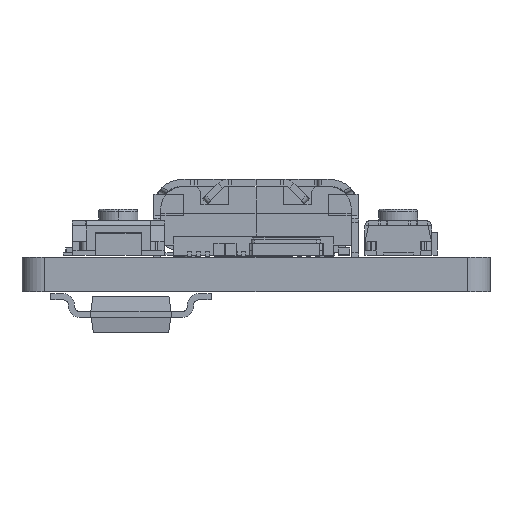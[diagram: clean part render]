
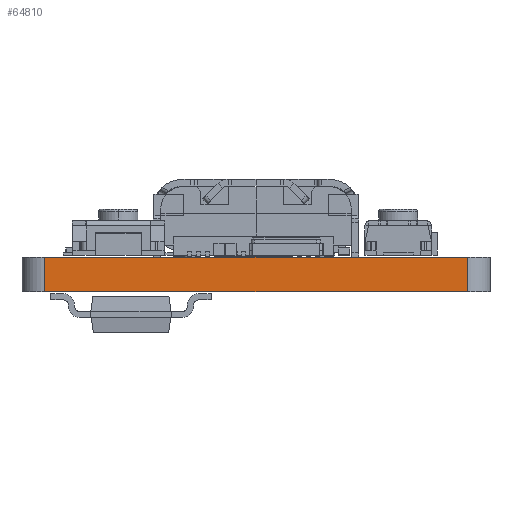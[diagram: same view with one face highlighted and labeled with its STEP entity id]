
A CAD part, front view. The second image highlights one B-rep face of the part: STEP entity #64810.
In plain terms, the highlighted planar face has unit normal (0, -1, 0).
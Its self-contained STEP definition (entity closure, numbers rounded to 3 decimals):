
#64149 = VERTEX_POINT('',#64150);
#64150 = CARTESIAN_POINT('',(78.8,-116.7,0.));
#64157 = EDGE_CURVE('',#64158,#64149,#64160,.T.);
#64158 = VERTEX_POINT('',#64159);
#64159 = CARTESIAN_POINT('',(97.2,-116.7,0.));
#64160 = LINE('',#64161,#64162);
#64161 = CARTESIAN_POINT('',(97.2,-116.7,0.));
#64162 = VECTOR('',#64163,1.);
#64163 = DIRECTION('',(-1.,0.,0.));
#64466 = VERTEX_POINT('',#64467);
#64467 = CARTESIAN_POINT('',(78.8,-116.7,1.51));
#64474 = EDGE_CURVE('',#64475,#64466,#64477,.T.);
#64475 = VERTEX_POINT('',#64476);
#64476 = CARTESIAN_POINT('',(97.2,-116.7,1.51));
#64477 = LINE('',#64478,#64479);
#64478 = CARTESIAN_POINT('',(97.2,-116.7,1.51));
#64479 = VECTOR('',#64480,1.);
#64480 = DIRECTION('',(-1.,0.,0.));
#64782 = EDGE_CURVE('',#64158,#64475,#64783,.T.);
#64783 = LINE('',#64784,#64785);
#64784 = CARTESIAN_POINT('',(97.2,-116.7,0.));
#64785 = VECTOR('',#64786,1.);
#64786 = DIRECTION('',(0.,0.,1.));
#64810 = ADVANCED_FACE('',(#64811),#64822,.T.);
#64811 = FACE_BOUND('',#64812,.T.);
#64812 = EDGE_LOOP('',(#64813,#64814,#64815,#64821));
#64813 = ORIENTED_EDGE('',*,*,#64782,.T.);
#64814 = ORIENTED_EDGE('',*,*,#64474,.T.);
#64815 = ORIENTED_EDGE('',*,*,#64816,.F.);
#64816 = EDGE_CURVE('',#64149,#64466,#64817,.T.);
#64817 = LINE('',#64818,#64819);
#64818 = CARTESIAN_POINT('',(78.8,-116.7,0.));
#64819 = VECTOR('',#64820,1.);
#64820 = DIRECTION('',(0.,0.,1.));
#64821 = ORIENTED_EDGE('',*,*,#64157,.F.);
#64822 = PLANE('',#64823);
#64823 = AXIS2_PLACEMENT_3D('',#64824,#64825,#64826);
#64824 = CARTESIAN_POINT('',(97.2,-116.7,0.));
#64825 = DIRECTION('',(0.,-1.,0.));
#64826 = DIRECTION('',(-1.,0.,0.));
